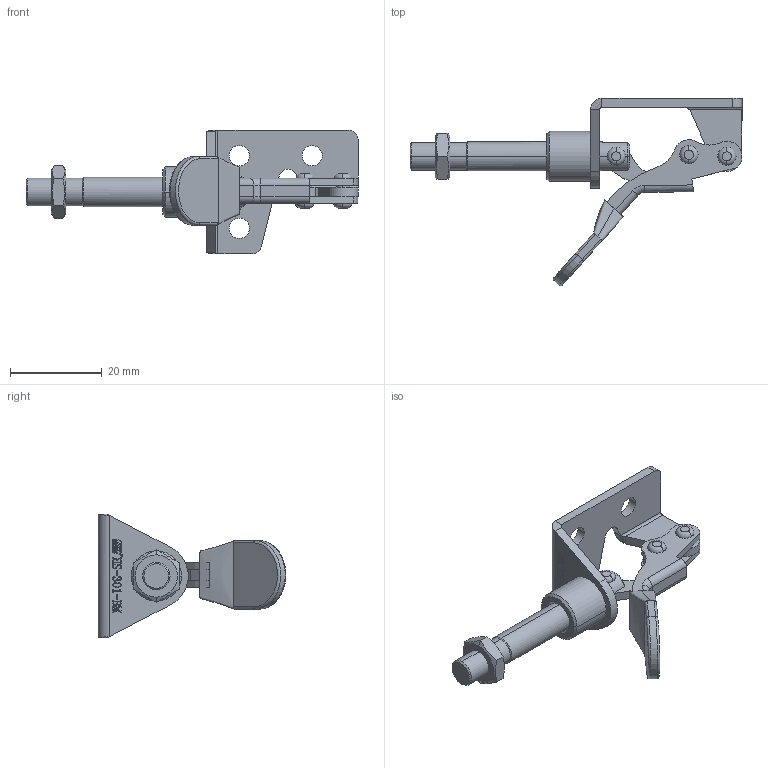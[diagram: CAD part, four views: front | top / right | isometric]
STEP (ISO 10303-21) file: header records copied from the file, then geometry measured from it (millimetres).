
FILE_DESCRIPTION (( 'STEP AP203' ), '1' );
FILE_NAME ('HS-301-BM 装配体.STEP', '2018-12-07T04:07:32', ( 'PCOS' ), ( '微软中国' ), 'SwSTEP 2.0', 'SolidWorks 2012', '' );
FILE_SCHEMA (( 'CONFIG_CONTROL_DESIGN' ));
Length unit declared in the file: millimetre
Products named in the file (9): HS-301-BM 蚾饜极; hex thin nuts-grades ab-chamfered gb_GB_FASTENER_NUT_STNAB M6-N; 挴裝; 种2; 种1; 忒梟; 忒參; 蟀裝; 菁釱
Assembly tree (9 placements, depth 2):
  HS-301-BM 蚾饜极
    菁釱
    蟀裝
    忒參
    忒梟
    种1  x2
    种2
    挴裝
    hex thin nuts-grades ab-chamfered gb_GB_FASTENER_NUT_STNAB M6-N
Bounding box: 72.5 x 41 x 27 mm (x, y, z)
Volume: 5772.9 mm3; surface area: 6629.9 mm2
Topology: 9 solids, 9 shells, 563 faces, 1491 edges, 981 vertices
Faces by surface type: plane 279, bspline 144, cylinder 105, cone 19, torus 16
Entity records: 24579 total; most frequent: CARTESIAN_POINT 10583, ORIENTED_EDGE 2946, DIRECTION 2244, EDGE_CURVE 1473, VERTEX_POINT 969, LINE 916, VECTOR 916, AXIS2_PLACEMENT_3D 664
